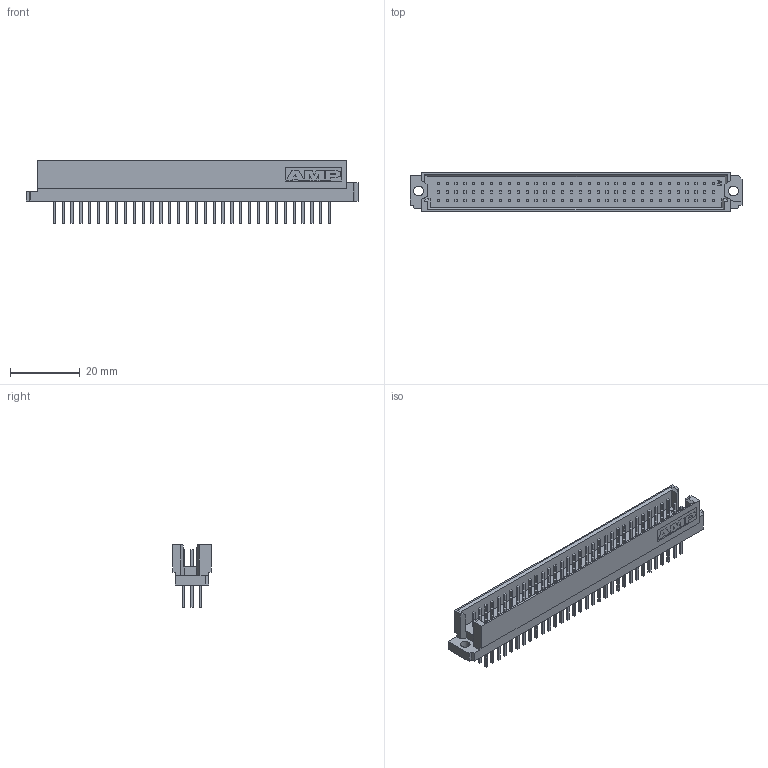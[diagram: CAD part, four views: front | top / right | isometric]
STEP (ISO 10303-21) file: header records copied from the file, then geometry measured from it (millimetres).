
FILE_DESCRIPTION((''),'2;1');
FILE_NAME('C-5650889-05-3','2007-09-02T',('workeradm'),('Tyco Electronics Corporation'),'PRO/ENGINEER BY PARAMETRIC TECHNOLOGY CORPORATION, 2005450','PRO/ENGINEER BY PARAMETRIC TECHNOLOGY CORPORATION, 2005450','');
FILE_SCHEMA(('CONFIG_CONTROL_DESIGN', 'GEOMETRIC_VALIDATION_PROPERTIES_MIM'));
Length unit declared in the file: millimetre
Products named in the file (1): C-5650889-05-3
Bounding box: 94.87 x 11 x 17.86 mm (x, y, z)
Volume: 5847 mm3; surface area: 8536.4 mm2
Topology: 1 solids, 1 shells, 1086 faces, 2638 edges, 1756 vertices
Faces by surface type: plane 1079, cylinder 5, extrusion 2
Entity records: 31255 total; most frequent: CARTESIAN_POINT 5519, ORIENTED_EDGE 5276, DIRECTION 4814, EDGE_CURVE 2638, VECTOR 2626, LINE 2624, VERTEX_POINT 1756, EDGE_LOOP 1292
